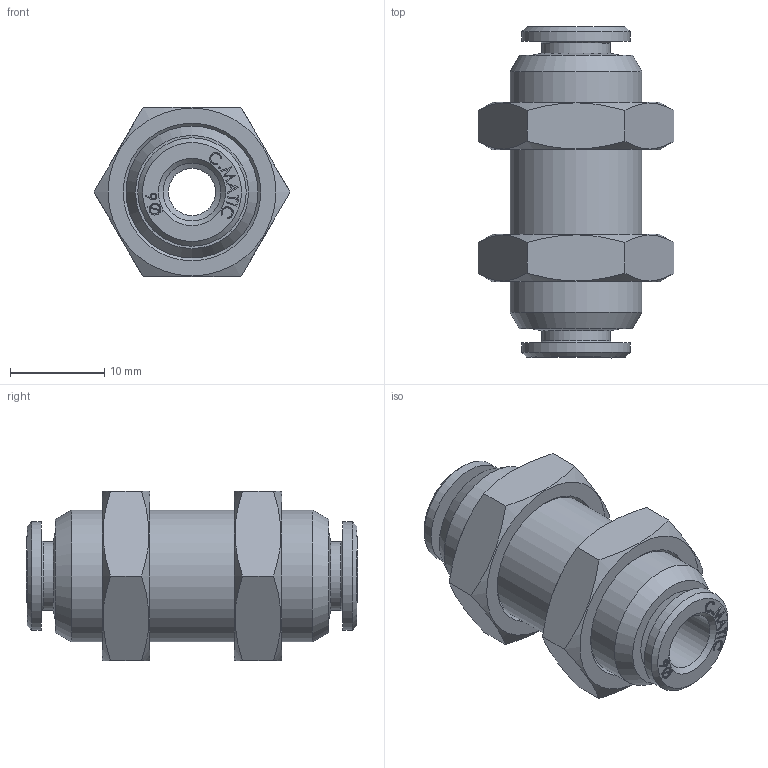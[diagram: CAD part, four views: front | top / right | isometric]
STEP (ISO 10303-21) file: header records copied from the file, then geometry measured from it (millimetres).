
FILE_DESCRIPTION( ( 'STEP AP214' ), '1' );
FILE_NAME( 'psolqas_8496_30.stp', '2020-12-01T17:03:44', ( 'License CC BY-ND 4.0' ), ( 'CADENAS' ), ' ', 'PARTsolutions', ' ' );
FILE_SCHEMA( ( 'AUTOMOTIVE_DESIGN { 1 0 10303 214 1 1 1 1 }' ) );
Length unit declared in the file: metre
Products named in the file (1): Rivoluzione1
Bounding box: 20.78 x 35.2 x 18 mm (x, y, z)
Volume: 5029.1 mm3; surface area: 3224.3 mm2
Topology: 1 solids, 1 shells, 266 faces, 681 edges, 451 vertices
Faces by surface type: plane 150, bspline 86, cone 20, cylinder 10
Full cylindrical faces by diameter (mm): 5 x1, 6.15 x2, 7.3 x2, 11.5 x2, 14 x3
Entity records: 14740 total; most frequent: CARTESIAN_POINT 6901, ORIENTED_EDGE 1292, DIRECTION 842, EDGE_CURVE 646, VERTEX_POINT 446, LINE 404, VECTOR 404, EDGE_LOOP 332
